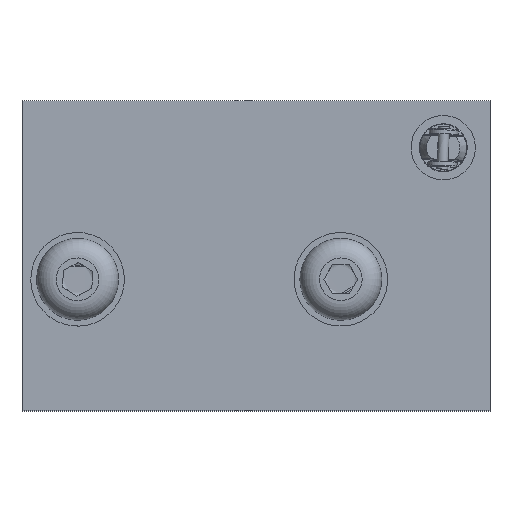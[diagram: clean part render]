
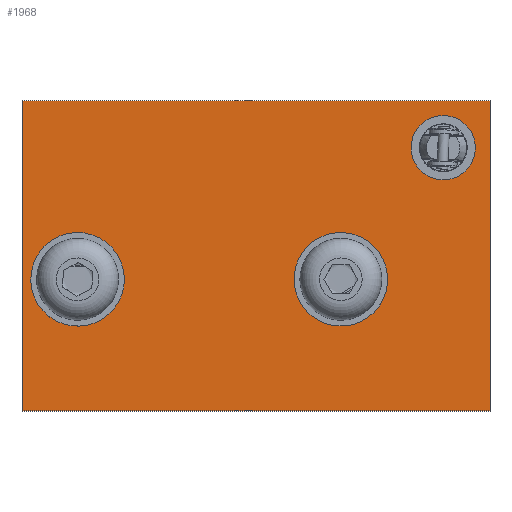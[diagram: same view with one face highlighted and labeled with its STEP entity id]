
A CAD part, top view. The second image highlights one B-rep face of the part: STEP entity #1968.
In plain terms, the highlighted planar face has unit normal (0, 0, 1).
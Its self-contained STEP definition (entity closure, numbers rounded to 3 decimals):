
#120=FACE_BOUND('',#346,.T.);
#121=FACE_BOUND('',#347,.T.);
#122=FACE_BOUND('',#348,.T.);
#149=PLANE('',#2279);
#219=FACE_OUTER_BOUND('',#345,.T.);
#345=EDGE_LOOP('',(#1390,#1391,#1392,#1393));
#346=EDGE_LOOP('',(#1394));
#347=EDGE_LOOP('',(#1395));
#348=EDGE_LOOP('',(#1396));
#485=LINE('',#3200,#622);
#488=LINE('',#3205,#625);
#490=LINE('',#3209,#627);
#492=LINE('',#3212,#629);
#622=VECTOR('',#2560,10.);
#625=VECTOR('',#2565,10.);
#627=VECTOR('',#2569,10.);
#629=VECTOR('',#2573,10.);
#755=CIRCLE('',#2266,5.5);
#756=CIRCLE('',#2269,4.25);
#758=CIRCLE('',#2272,4.25);
#872=VERTEX_POINT('',#3171);
#873=VERTEX_POINT('',#3177);
#875=VERTEX_POINT('',#3183);
#881=VERTEX_POINT('',#3198);
#882=VERTEX_POINT('',#3199);
#883=VERTEX_POINT('',#3204);
#884=VERTEX_POINT('',#3208);
#1064=EDGE_CURVE('',#872,#872,#755,.T.);
#1067=EDGE_CURVE('',#873,#873,#756,.T.);
#1070=EDGE_CURVE('',#875,#875,#758,.T.);
#1077=EDGE_CURVE('',#881,#882,#485,.T.);
#1080=EDGE_CURVE('',#882,#883,#488,.T.);
#1082=EDGE_CURVE('',#883,#884,#490,.T.);
#1084=EDGE_CURVE('',#884,#881,#492,.T.);
#1390=ORIENTED_EDGE('',*,*,#1077,.F.);
#1391=ORIENTED_EDGE('',*,*,#1084,.F.);
#1392=ORIENTED_EDGE('',*,*,#1082,.F.);
#1393=ORIENTED_EDGE('',*,*,#1080,.F.);
#1394=ORIENTED_EDGE('',*,*,#1064,.T.);
#1395=ORIENTED_EDGE('',*,*,#1067,.T.);
#1396=ORIENTED_EDGE('',*,*,#1070,.T.);
#1968=ADVANCED_FACE('',(#219,#120,#121,#122),#149,.T.);
#2266=AXIS2_PLACEMENT_3D('',#3172,#2532,#2533);
#2269=AXIS2_PLACEMENT_3D('',#3178,#2540,#2541);
#2272=AXIS2_PLACEMENT_3D('',#3184,#2547,#2548);
#2279=AXIS2_PLACEMENT_3D('',#3213,#2574,#2575);
#2532=DIRECTION('center_axis',(0.,0.,-1.));
#2533=DIRECTION('ref_axis',(1.,0.,0.));
#2540=DIRECTION('center_axis',(0.,0.,-1.));
#2541=DIRECTION('ref_axis',(1.,0.,0.));
#2547=DIRECTION('center_axis',(0.,0.,-1.));
#2548=DIRECTION('ref_axis',(1.,0.,0.));
#2560=DIRECTION('',(0.,-1.,0.));
#2565=DIRECTION('',(-1.,0.,0.));
#2569=DIRECTION('',(0.,1.,0.));
#2573=DIRECTION('',(1.,0.,0.));
#2574=DIRECTION('center_axis',(0.,0.,1.));
#2575=DIRECTION('ref_axis',(1.,0.,0.));
#3171=CARTESIAN_POINT('',(26.5,18.5,5.));
#3172=CARTESIAN_POINT('Origin',(32.,18.5,5.));
#3177=CARTESIAN_POINT('',(10.25,-4.,5.));
#3178=CARTESIAN_POINT('Origin',(14.5,-4.,5.));
#3183=CARTESIAN_POINT('',(-34.75,-4.,5.));
#3184=CARTESIAN_POINT('Origin',(-30.5,-4.,5.));
#3198=CARTESIAN_POINT('',(40.,26.5,5.));
#3199=CARTESIAN_POINT('',(40.,-26.5,5.));
#3200=CARTESIAN_POINT('',(40.,26.5,5.));
#3204=CARTESIAN_POINT('',(-40.,-26.5,5.));
#3205=CARTESIAN_POINT('',(40.,-26.5,5.));
#3208=CARTESIAN_POINT('',(-40.,26.5,5.));
#3209=CARTESIAN_POINT('',(-40.,-26.5,5.));
#3212=CARTESIAN_POINT('',(-40.,26.5,5.));
#3213=CARTESIAN_POINT('Origin',(0.,0.,
5.));
